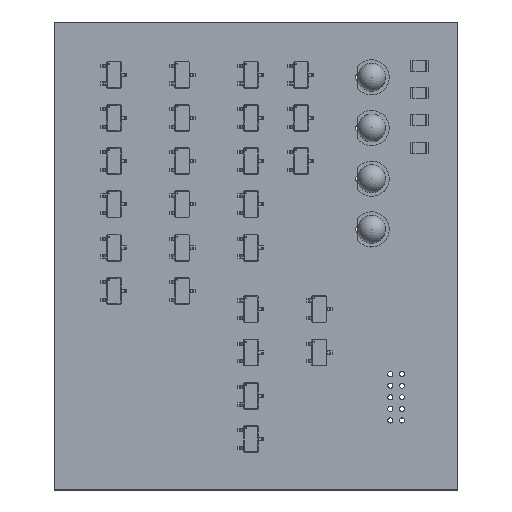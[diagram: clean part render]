
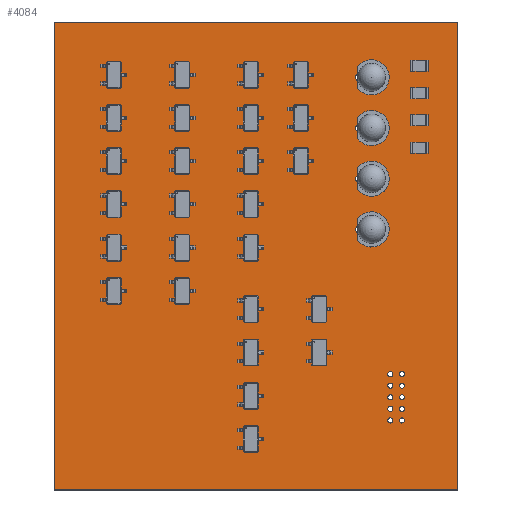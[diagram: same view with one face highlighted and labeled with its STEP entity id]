
A CAD part, top view. The second image highlights one B-rep face of the part: STEP entity #4084.
In plain terms, the highlighted planar face has unit normal (0, 0, 1).
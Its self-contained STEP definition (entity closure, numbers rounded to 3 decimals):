
#3774 = VERTEX_POINT('',#3775);
#3775 = CARTESIAN_POINT('',(140.5,-115.5,1.51));
#3781 = EDGE_CURVE('',#3774,#3782,#3784,.T.);
#3782 = VERTEX_POINT('',#3783);
#3783 = CARTESIAN_POINT('',(97.,-115.5,1.51));
#3784 = LINE('',#3785,#3786);
#3785 = CARTESIAN_POINT('',(140.5,-115.5,1.51));
#3786 = VECTOR('',#3787,1.);
#3787 = DIRECTION('',(-1.,0.,0.));
#3814 = VERTEX_POINT('',#3815);
#3815 = CARTESIAN_POINT('',(140.5,-65.,1.51));
#3821 = EDGE_CURVE('',#3814,#3774,#3822,.T.);
#3822 = LINE('',#3823,#3824);
#3823 = CARTESIAN_POINT('',(140.5,-65.,1.51));
#3824 = VECTOR('',#3825,1.);
#3825 = DIRECTION('',(0.,-1.,0.));
#3843 = EDGE_CURVE('',#3782,#3844,#3846,.T.);
#3844 = VERTEX_POINT('',#3845);
#3845 = CARTESIAN_POINT('',(97.,-65.,1.51));
#3846 = LINE('',#3847,#3848);
#3847 = CARTESIAN_POINT('',(97.,-115.5,1.51));
#3848 = VECTOR('',#3849,1.);
#3849 = DIRECTION('',(0.,1.,0.));
#4084 = ADVANCED_FACE('',(#4085,#4096,#4107,#4118,#4129,#4140,#4151,
    #4162,#4173,#4184,#4195,#4206,#4217,#4228,#4239,#4250,#4261,#4272,
    #4283),#4294,.T.);
#4085 = FACE_BOUND('',#4086,.T.);
#4086 = EDGE_LOOP('',(#4087,#4088,#4089,#4095));
#4087 = ORIENTED_EDGE('',*,*,#3781,.F.);
#4088 = ORIENTED_EDGE('',*,*,#3821,.F.);
#4089 = ORIENTED_EDGE('',*,*,#4090,.F.);
#4090 = EDGE_CURVE('',#3844,#3814,#4091,.T.);
#4091 = LINE('',#4092,#4093);
#4092 = CARTESIAN_POINT('',(97.,-65.,1.51));
#4093 = VECTOR('',#4094,1.);
#4094 = DIRECTION('',(1.,0.,0.));
#4095 = ORIENTED_EDGE('',*,*,#3843,.F.);
#4096 = FACE_BOUND('',#4097,.T.);
#4097 = EDGE_LOOP('',(#4098));
#4098 = ORIENTED_EDGE('',*,*,#4099,.T.);
#4099 = EDGE_CURVE('',#4100,#4100,#4102,.T.);
#4100 = VERTEX_POINT('',#4101);
#4101 = CARTESIAN_POINT('',(133.25,-108.275,1.51));
#4102 = CIRCLE('',#4103,0.275);
#4103 = AXIS2_PLACEMENT_3D('',#4104,#4105,#4106);
#4104 = CARTESIAN_POINT('',(133.25,-108.,1.51));
#4105 = DIRECTION('',(-0.,0.,-1.));
#4106 = DIRECTION('',(-0.,-1.,0.));
#4107 = FACE_BOUND('',#4108,.T.);
#4108 = EDGE_LOOP('',(#4109));
#4109 = ORIENTED_EDGE('',*,*,#4110,.T.);
#4110 = EDGE_CURVE('',#4111,#4111,#4113,.T.);
#4111 = VERTEX_POINT('',#4112);
#4112 = CARTESIAN_POINT('',(133.25,-107.025,1.51));
#4113 = CIRCLE('',#4114,0.275);
#4114 = AXIS2_PLACEMENT_3D('',#4115,#4116,#4117);
#4115 = CARTESIAN_POINT('',(133.25,-106.75,1.51));
#4116 = DIRECTION('',(-0.,0.,-1.));
#4117 = DIRECTION('',(-0.,-1.,0.));
#4118 = FACE_BOUND('',#4119,.T.);
#4119 = EDGE_LOOP('',(#4120));
#4120 = ORIENTED_EDGE('',*,*,#4121,.T.);
#4121 = EDGE_CURVE('',#4122,#4122,#4124,.T.);
#4122 = VERTEX_POINT('',#4123);
#4123 = CARTESIAN_POINT('',(133.25,-105.775,1.51));
#4124 = CIRCLE('',#4125,0.275);
#4125 = AXIS2_PLACEMENT_3D('',#4126,#4127,#4128);
#4126 = CARTESIAN_POINT('',(133.25,-105.5,1.51));
#4127 = DIRECTION('',(-0.,0.,-1.));
#4128 = DIRECTION('',(-0.,-1.,0.));
#4129 = FACE_BOUND('',#4130,.T.);
#4130 = EDGE_LOOP('',(#4131));
#4131 = ORIENTED_EDGE('',*,*,#4132,.T.);
#4132 = EDGE_CURVE('',#4133,#4133,#4135,.T.);
#4133 = VERTEX_POINT('',#4134);
#4134 = CARTESIAN_POINT('',(133.25,-104.525,1.51));
#4135 = CIRCLE('',#4136,0.275);
#4136 = AXIS2_PLACEMENT_3D('',#4137,#4138,#4139);
#4137 = CARTESIAN_POINT('',(133.25,-104.25,1.51));
#4138 = DIRECTION('',(-0.,0.,-1.));
#4139 = DIRECTION('',(-0.,-1.,0.));
#4140 = FACE_BOUND('',#4141,.T.);
#4141 = EDGE_LOOP('',(#4142));
#4142 = ORIENTED_EDGE('',*,*,#4143,.T.);
#4143 = EDGE_CURVE('',#4144,#4144,#4146,.T.);
#4144 = VERTEX_POINT('',#4145);
#4145 = CARTESIAN_POINT('',(133.25,-103.275,1.51));
#4146 = CIRCLE('',#4147,0.275);
#4147 = AXIS2_PLACEMENT_3D('',#4148,#4149,#4150);
#4148 = CARTESIAN_POINT('',(133.25,-103.,1.51));
#4149 = DIRECTION('',(-0.,0.,-1.));
#4150 = DIRECTION('',(-0.,-1.,0.));
#4151 = FACE_BOUND('',#4152,.T.);
#4152 = EDGE_LOOP('',(#4153));
#4153 = ORIENTED_EDGE('',*,*,#4154,.T.);
#4154 = EDGE_CURVE('',#4155,#4155,#4157,.T.);
#4155 = VERTEX_POINT('',#4156);
#4156 = CARTESIAN_POINT('',(134.5,-108.275,1.51));
#4157 = CIRCLE('',#4158,0.275);
#4158 = AXIS2_PLACEMENT_3D('',#4159,#4160,#4161);
#4159 = CARTESIAN_POINT('',(134.5,-108.,1.51));
#4160 = DIRECTION('',(-0.,0.,-1.));
#4161 = DIRECTION('',(-0.,-1.,0.));
#4162 = FACE_BOUND('',#4163,.T.);
#4163 = EDGE_LOOP('',(#4164));
#4164 = ORIENTED_EDGE('',*,*,#4165,.T.);
#4165 = EDGE_CURVE('',#4166,#4166,#4168,.T.);
#4166 = VERTEX_POINT('',#4167);
#4167 = CARTESIAN_POINT('',(134.5,-107.025,1.51));
#4168 = CIRCLE('',#4169,0.275);
#4169 = AXIS2_PLACEMENT_3D('',#4170,#4171,#4172);
#4170 = CARTESIAN_POINT('',(134.5,-106.75,1.51));
#4171 = DIRECTION('',(-0.,0.,-1.));
#4172 = DIRECTION('',(-0.,-1.,0.));
#4173 = FACE_BOUND('',#4174,.T.);
#4174 = EDGE_LOOP('',(#4175));
#4175 = ORIENTED_EDGE('',*,*,#4176,.T.);
#4176 = EDGE_CURVE('',#4177,#4177,#4179,.T.);
#4177 = VERTEX_POINT('',#4178);
#4178 = CARTESIAN_POINT('',(134.5,-105.775,1.51));
#4179 = CIRCLE('',#4180,0.275);
#4180 = AXIS2_PLACEMENT_3D('',#4181,#4182,#4183);
#4181 = CARTESIAN_POINT('',(134.5,-105.5,1.51));
#4182 = DIRECTION('',(-0.,0.,-1.));
#4183 = DIRECTION('',(-0.,-1.,0.));
#4184 = FACE_BOUND('',#4185,.T.);
#4185 = EDGE_LOOP('',(#4186));
#4186 = ORIENTED_EDGE('',*,*,#4187,.T.);
#4187 = EDGE_CURVE('',#4188,#4188,#4190,.T.);
#4188 = VERTEX_POINT('',#4189);
#4189 = CARTESIAN_POINT('',(134.5,-104.525,1.51));
#4190 = CIRCLE('',#4191,0.275);
#4191 = AXIS2_PLACEMENT_3D('',#4192,#4193,#4194);
#4192 = CARTESIAN_POINT('',(134.5,-104.25,1.51));
#4193 = DIRECTION('',(-0.,0.,-1.));
#4194 = DIRECTION('',(-0.,-1.,0.));
#4195 = FACE_BOUND('',#4196,.T.);
#4196 = EDGE_LOOP('',(#4197));
#4197 = ORIENTED_EDGE('',*,*,#4198,.T.);
#4198 = EDGE_CURVE('',#4199,#4199,#4201,.T.);
#4199 = VERTEX_POINT('',#4200);
#4200 = CARTESIAN_POINT('',(134.5,-103.275,1.51));
#4201 = CIRCLE('',#4202,0.275);
#4202 = AXIS2_PLACEMENT_3D('',#4203,#4204,#4205);
#4203 = CARTESIAN_POINT('',(134.5,-103.,1.51));
#4204 = DIRECTION('',(-0.,0.,-1.));
#4205 = DIRECTION('',(-0.,-1.,0.));
#4206 = FACE_BOUND('',#4207,.T.);
#4207 = EDGE_LOOP('',(#4208));
#4208 = ORIENTED_EDGE('',*,*,#4209,.T.);
#4209 = EDGE_CURVE('',#4210,#4210,#4212,.T.);
#4210 = VERTEX_POINT('',#4211);
#4211 = CARTESIAN_POINT('',(129.95,-87.84,1.51));
#4212 = CIRCLE('',#4213,0.45);
#4213 = AXIS2_PLACEMENT_3D('',#4214,#4215,#4216);
#4214 = CARTESIAN_POINT('',(129.95,-87.39,1.51));
#4215 = DIRECTION('',(-0.,0.,-1.));
#4216 = DIRECTION('',(-0.,-1.,0.));
#4217 = FACE_BOUND('',#4218,.T.);
#4218 = EDGE_LOOP('',(#4219));
#4219 = ORIENTED_EDGE('',*,*,#4220,.T.);
#4220 = EDGE_CURVE('',#4221,#4221,#4223,.T.);
#4221 = VERTEX_POINT('',#4222);
#4222 = CARTESIAN_POINT('',(129.95,-82.37,1.51));
#4223 = CIRCLE('',#4224,0.45);
#4224 = AXIS2_PLACEMENT_3D('',#4225,#4226,#4227);
#4225 = CARTESIAN_POINT('',(129.95,-81.92,1.51));
#4226 = DIRECTION('',(-0.,0.,-1.));
#4227 = DIRECTION('',(-0.,-1.,0.));
#4228 = FACE_BOUND('',#4229,.T.);
#4229 = EDGE_LOOP('',(#4230));
#4230 = ORIENTED_EDGE('',*,*,#4231,.T.);
#4231 = EDGE_CURVE('',#4232,#4232,#4234,.T.);
#4232 = VERTEX_POINT('',#4233);
#4233 = CARTESIAN_POINT('',(129.95,-76.9,1.51));
#4234 = CIRCLE('',#4235,0.45);
#4235 = AXIS2_PLACEMENT_3D('',#4236,#4237,#4238);
#4236 = CARTESIAN_POINT('',(129.95,-76.45,1.51));
#4237 = DIRECTION('',(-0.,0.,-1.));
#4238 = DIRECTION('',(-0.,-1.,0.));
#4239 = FACE_BOUND('',#4240,.T.);
#4240 = EDGE_LOOP('',(#4241));
#4241 = ORIENTED_EDGE('',*,*,#4242,.T.);
#4242 = EDGE_CURVE('',#4243,#4243,#4245,.T.);
#4243 = VERTEX_POINT('',#4244);
#4244 = CARTESIAN_POINT('',(129.95,-71.43,1.51));
#4245 = CIRCLE('',#4246,0.45);
#4246 = AXIS2_PLACEMENT_3D('',#4247,#4248,#4249);
#4247 = CARTESIAN_POINT('',(129.95,-70.98,1.51));
#4248 = DIRECTION('',(-0.,0.,-1.));
#4249 = DIRECTION('',(-0.,-1.,0.));
#4250 = FACE_BOUND('',#4251,.T.);
#4251 = EDGE_LOOP('',(#4252));
#4252 = ORIENTED_EDGE('',*,*,#4253,.T.);
#4253 = EDGE_CURVE('',#4254,#4254,#4256,.T.);
#4254 = VERTEX_POINT('',#4255);
#4255 = CARTESIAN_POINT('',(132.49,-87.84,1.51));
#4256 = CIRCLE('',#4257,0.45);
#4257 = AXIS2_PLACEMENT_3D('',#4258,#4259,#4260);
#4258 = CARTESIAN_POINT('',(132.49,-87.39,1.51));
#4259 = DIRECTION('',(-0.,0.,-1.));
#4260 = DIRECTION('',(-0.,-1.,0.));
#4261 = FACE_BOUND('',#4262,.T.);
#4262 = EDGE_LOOP('',(#4263));
#4263 = ORIENTED_EDGE('',*,*,#4264,.T.);
#4264 = EDGE_CURVE('',#4265,#4265,#4267,.T.);
#4265 = VERTEX_POINT('',#4266);
#4266 = CARTESIAN_POINT('',(132.49,-82.37,1.51));
#4267 = CIRCLE('',#4268,0.45);
#4268 = AXIS2_PLACEMENT_3D('',#4269,#4270,#4271);
#4269 = CARTESIAN_POINT('',(132.49,-81.92,1.51));
#4270 = DIRECTION('',(-0.,0.,-1.));
#4271 = DIRECTION('',(-0.,-1.,0.));
#4272 = FACE_BOUND('',#4273,.T.);
#4273 = EDGE_LOOP('',(#4274));
#4274 = ORIENTED_EDGE('',*,*,#4275,.T.);
#4275 = EDGE_CURVE('',#4276,#4276,#4278,.T.);
#4276 = VERTEX_POINT('',#4277);
#4277 = CARTESIAN_POINT('',(132.49,-76.9,1.51));
#4278 = CIRCLE('',#4279,0.45);
#4279 = AXIS2_PLACEMENT_3D('',#4280,#4281,#4282);
#4280 = CARTESIAN_POINT('',(132.49,-76.45,1.51));
#4281 = DIRECTION('',(-0.,0.,-1.));
#4282 = DIRECTION('',(-0.,-1.,0.));
#4283 = FACE_BOUND('',#4284,.T.);
#4284 = EDGE_LOOP('',(#4285));
#4285 = ORIENTED_EDGE('',*,*,#4286,.T.);
#4286 = EDGE_CURVE('',#4287,#4287,#4289,.T.);
#4287 = VERTEX_POINT('',#4288);
#4288 = CARTESIAN_POINT('',(132.49,-71.43,1.51));
#4289 = CIRCLE('',#4290,0.45);
#4290 = AXIS2_PLACEMENT_3D('',#4291,#4292,#4293);
#4291 = CARTESIAN_POINT('',(132.49,-70.98,1.51));
#4292 = DIRECTION('',(-0.,0.,-1.));
#4293 = DIRECTION('',(-0.,-1.,0.));
#4294 = PLANE('',#4295);
#4295 = AXIS2_PLACEMENT_3D('',#4296,#4297,#4298);
#4296 = CARTESIAN_POINT('',(0.,0.,1.51));
#4297 = DIRECTION('',(0.,0.,1.));
#4298 = DIRECTION('',(1.,0.,-0.));
